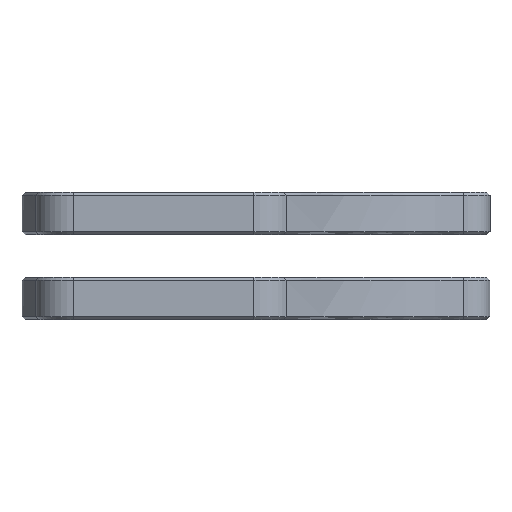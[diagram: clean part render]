
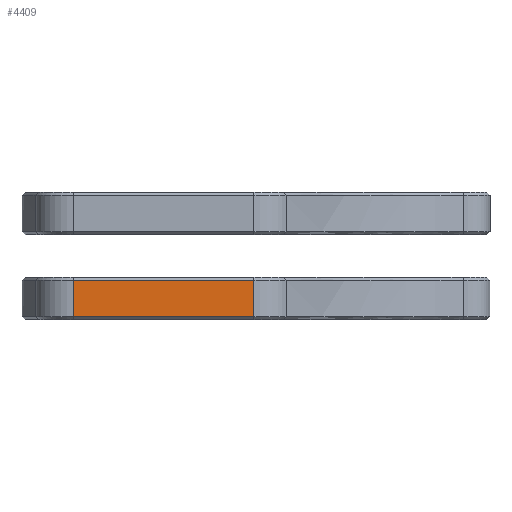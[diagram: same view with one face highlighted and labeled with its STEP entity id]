
A CAD part, front view. The second image highlights one B-rep face of the part: STEP entity #4409.
In plain terms, the highlighted face is planar.
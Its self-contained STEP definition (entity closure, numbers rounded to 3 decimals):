
#269=PLANE('',#4803);
#545=FACE_OUTER_BOUND('',#850,.T.);
#850=EDGE_LOOP('',(#3551,#3552,#3553,#3554));
#1086=LINE('',#7180,#1398);
#1088=LINE('',#7188,#1400);
#1156=LINE('',#7860,#1468);
#1164=LINE('',#8080,#1476);
#1398=VECTOR('',#5341,10.);
#1400=VECTOR('',#5351,10.);
#1468=VECTOR('',#5587,10.);
#1476=VECTOR('',#5617,10.);
#1985=VERTEX_POINT('',#7174);
#1986=VERTEX_POINT('',#7178);
#1988=VERTEX_POINT('',#7186);
#2061=VERTEX_POINT('',#7858);
#2422=EDGE_CURVE('',#1986,#1985,#1086,.T.);
#2426=EDGE_CURVE('',#1988,#1986,#1088,.T.);
#2552=EDGE_CURVE('',#2061,#1988,#1156,.T.);
#2569=EDGE_CURVE('',#2061,#1985,#1164,.T.);
#3551=ORIENTED_EDGE('',*,*,#2422,.F.);
#3552=ORIENTED_EDGE('',*,*,#2426,.F.);
#3553=ORIENTED_EDGE('',*,*,#2552,.F.);
#3554=ORIENTED_EDGE('',*,*,#2569,.T.);
#4409=ADVANCED_FACE('',(#545),#269,.T.);
#4803=AXIS2_PLACEMENT_3D('',#8123,#5666,#5667);
#5341=DIRECTION('',(1.,0.,0.));
#5351=DIRECTION('',(0.,0.,-1.));
#5587=DIRECTION('',(-1.,0.,0.));
#5617=DIRECTION('',(0.,0.,-1.));
#5666=DIRECTION('center_axis',(0.,1.,0.));
#5667=DIRECTION('ref_axis',(1.,0.,0.));
#7174=CARTESIAN_POINT('',(17.,30.65,-7.4));
#7178=CARTESIAN_POINT('',(-17.,30.65,-7.4));
#7180=CARTESIAN_POINT('',(0.,30.65,-7.4));
#7186=CARTESIAN_POINT('',(-17.,30.65,-0.6));
#7188=CARTESIAN_POINT('',(-17.,30.65,0.));
#7858=CARTESIAN_POINT('',(17.,30.65,-0.6));
#7860=CARTESIAN_POINT('',(-17.,30.65,-0.6));
#8080=CARTESIAN_POINT('',(17.,30.65,0.));
#8123=CARTESIAN_POINT('Origin',(-17.,30.65,0.));
